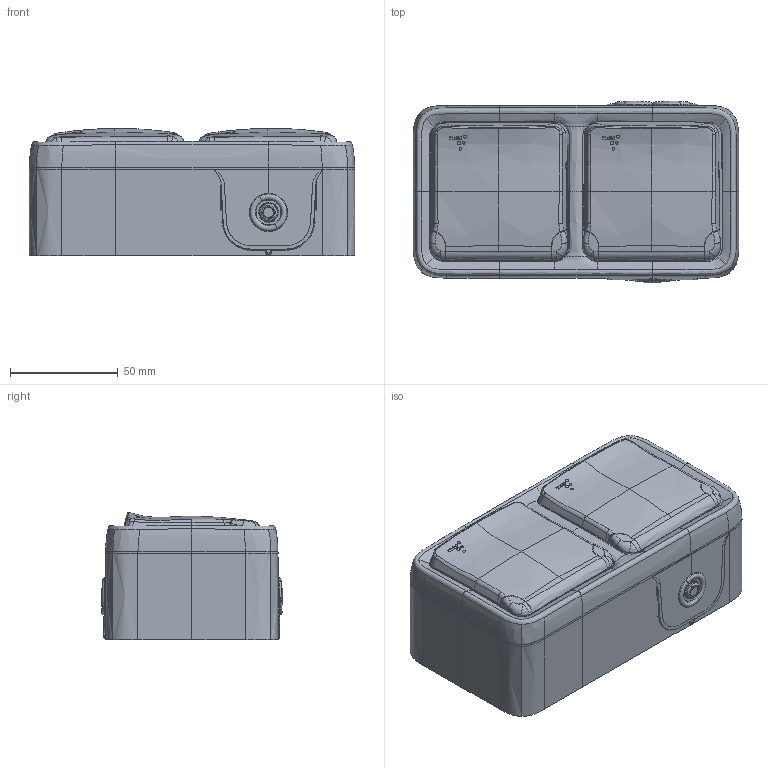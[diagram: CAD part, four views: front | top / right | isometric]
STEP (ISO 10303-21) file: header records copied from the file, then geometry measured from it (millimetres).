
FILE_DESCRIPTION(('CATIA V5 STEP Exchange','CAx-IF Rec.Pracs.--- Model Styling and Organization---1.5--- 2016-08-15','CAx-IF Rec.Pracs.---Supplemental Geometry---1.0---2011-11-01','CAx-IF Rec.Pracs.--- Composite Materials ---1.1---2010-07-15'),'2;1');
FILE_NAME('069742 _AllCATPart.stp','2021-09-22T07:28:10+00:00',('none'),('none'),'CATIA Version 5-6 Release 2020 SP3','CATIA V5 STEP AP214 v2','none');
FILE_SCHEMA(('AUTOMOTIVE_DESIGN { 1 0 10303 214 1 1 1 1 }'));
Products named in the file (1): 069742 _AllCATPart
Bounding box: 151.07 x 84.2 x 59.01 mm (x, y, z)
Surface area: 90578.1 mm2 (no closed solid volume)
Topology: 0 solids, 18 shells, 515 faces, 1676 edges, 1157 vertices
Faces by surface type: bspline 387, plane 52, cone 41, extrusion 13, torus 12, cylinder 10
Entity records: 68857 total; most frequent: CARTESIAN_POINT 58557, ORIENTED_EDGE 2803, EDGE_CURVE 1648, B_SPLINE_CURVE_WITH_KNOTS 1367, VERTEX_POINT 1154, EDGE_LOOP 546, ADVANCED_FACE 515, FACE_OUTER_BOUND 515
